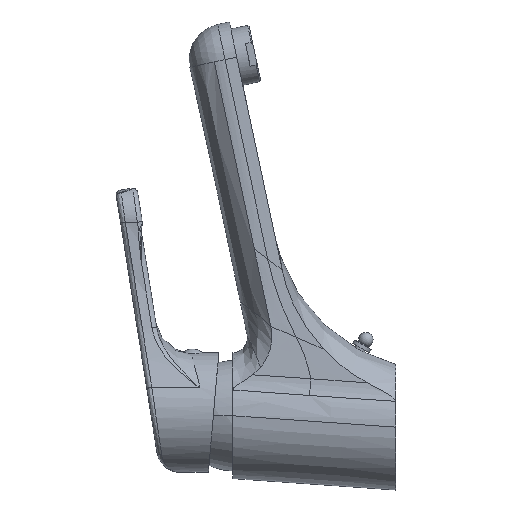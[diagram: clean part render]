
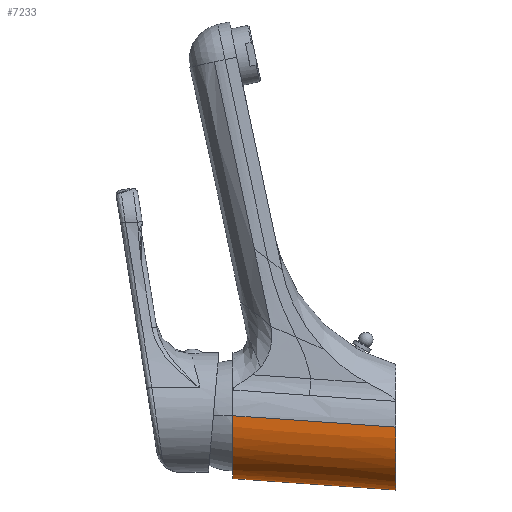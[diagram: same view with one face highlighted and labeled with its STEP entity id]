
A CAD part, left-side view. The second image highlights one B-rep face of the part: STEP entity #7233.
In plain terms, the highlighted free-form (B-spline) face has degree [3, 3] with [23, 4] control points.
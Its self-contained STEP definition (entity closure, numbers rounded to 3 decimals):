
#27=DIRECTION('',(0.,-0.998,-0.07));
#28=VECTOR('',#27,68.166);
#29=CARTESIAN_POINT('',(-26.25,68.,4.755));
#30=LINE('',#29,#28);
#31=CARTESIAN_POINT('',(0.,0.,0.));
#32=DIRECTION('',(0.,1.,0.));
#33=DIRECTION('',(1.,0.,0.));
#34=AXIS2_PLACEMENT_3D('',#31,#32,#33);
#36=DIRECTION('',(0.,-0.998,-0.07));
#37=VECTOR('',#36,68.166);
#38=CARTESIAN_POINT('',(26.25,68.,4.755));
#39=LINE('',#38,#37);
#40=CARTESIAN_POINT('',(0.,68.,4.755));
#41=DIRECTION('',(0.,1.,0.));
#42=DIRECTION('',(1.,0.,0.));
#43=AXIS2_PLACEMENT_3D('',#40,#41,#42);
#6478=CARTESIAN_POINT('',(26.25,68.,4.755));
#6479=CARTESIAN_POINT('',(26.25,0.,0.));
#6480=VERTEX_POINT('',#6478);
#6481=VERTEX_POINT('',#6479);
#6495=CARTESIAN_POINT('',(-26.25,68.,4.755));
#6496=CARTESIAN_POINT('',(-26.25,0.,0.));
#6497=VERTEX_POINT('',#6495);
#6498=VERTEX_POINT('',#6496);
#7130=CARTESIAN_POINT('',(26.198,-1.36,1.553));
#7131=CARTESIAN_POINT('',(26.198,22.213,3.202));
#7132=CARTESIAN_POINT('',(26.198,45.787,4.85));
#7133=CARTESIAN_POINT('',(26.198,69.36,6.498));
#7134=CARTESIAN_POINT('',(26.215,-1.36,1.279));
#7135=CARTESIAN_POINT('',(26.215,22.213,2.927));
#7136=CARTESIAN_POINT('',(26.215,45.787,4.576));
#7137=CARTESIAN_POINT('',(26.215,69.36,6.224));
#7138=CARTESIAN_POINT('',(26.241,-1.36,0.73));
#7139=CARTESIAN_POINT('',(26.241,22.213,2.378));
#7140=CARTESIAN_POINT('',(26.241,45.787,4.026));
#7141=CARTESIAN_POINT('',(26.241,69.36,5.675));
#7142=CARTESIAN_POINT('',(26.277,-1.36,-1.538));
#7143=CARTESIAN_POINT('',(26.277,22.213,0.11));
#7144=CARTESIAN_POINT('',(26.277,45.787,1.759));
#7145=CARTESIAN_POINT('',(26.277,69.36,3.407));
#7146=CARTESIAN_POINT('',(25.912,-1.36,-5.249));
#7147=CARTESIAN_POINT('',(25.912,22.213,-3.601));
#7148=CARTESIAN_POINT('',(25.912,45.787,-1.952));
#7149=CARTESIAN_POINT('',(25.912,69.36,-0.304));
#7150=CARTESIAN_POINT('',(24.408,-1.36,-10.205));
#7151=CARTESIAN_POINT('',(24.408,22.213,-8.557));
#7152=CARTESIAN_POINT('',(24.408,45.787,-6.908));
#7153=CARTESIAN_POINT('',(24.408,69.36,-5.26));
#7154=CARTESIAN_POINT('',(21.967,-1.36,-14.773));
#7155=CARTESIAN_POINT('',(21.967,22.213,-13.124));
#7156=CARTESIAN_POINT('',(21.967,45.787,-11.476));
#7157=CARTESIAN_POINT('',(21.967,69.36,-9.828));
#7158=CARTESIAN_POINT('',(18.681,-1.36,-18.776));
#7159=CARTESIAN_POINT('',(18.681,22.213,-17.128));
#7160=CARTESIAN_POINT('',(18.681,45.787,-15.479));
#7161=CARTESIAN_POINT('',(18.681,69.36,-13.831));
#7162=CARTESIAN_POINT('',(14.678,-1.36,-22.062));
#7163=CARTESIAN_POINT('',(14.678,22.213,-20.413));
#7164=CARTESIAN_POINT('',(14.678,45.787,-18.765));
#7165=CARTESIAN_POINT('',(14.678,69.36,-17.117));
#7166=CARTESIAN_POINT('',(10.11,-1.36,-24.503));
#7167=CARTESIAN_POINT('',(10.11,22.213,-22.855));
#7168=CARTESIAN_POINT('',(10.11,45.787,-21.206));
#7169=CARTESIAN_POINT('',(10.11,69.36,-19.558));
#7170=CARTESIAN_POINT('',(5.154,-1.36,-26.007));
#7171=CARTESIAN_POINT('',(5.154,22.213,-24.358));
#7172=CARTESIAN_POINT('',(5.154,45.787,-22.71));
#7173=CARTESIAN_POINT('',(5.154,69.36,-21.061));
#7174=CARTESIAN_POINT('',(0.,-1.36,-26.514));
#7175=CARTESIAN_POINT('',(0.,22.213,-24.866));
#7176=CARTESIAN_POINT('',(0.,45.787,-23.217));
#7177=CARTESIAN_POINT('',(0.,69.36,-21.569));
#7178=CARTESIAN_POINT('',(-5.154,-1.36,-26.007));
#7179=CARTESIAN_POINT('',(-5.154,22.213,
-24.358));
#7180=CARTESIAN_POINT('',(-5.154,45.787,
-22.71));
#7181=CARTESIAN_POINT('',(-5.154,69.36,-21.061));
#7182=CARTESIAN_POINT('',(-10.11,-1.36,-24.503));
#7183=CARTESIAN_POINT('',(-10.11,22.213,
-22.855));
#7184=CARTESIAN_POINT('',(-10.11,45.787,
-21.206));
#7185=CARTESIAN_POINT('',(-10.11,69.36,-19.558));
#7186=CARTESIAN_POINT('',(-14.678,-1.36,-22.062));
#7187=CARTESIAN_POINT('',(-14.678,22.213,
-20.413));
#7188=CARTESIAN_POINT('',(-14.678,45.787,
-18.765));
#7189=CARTESIAN_POINT('',(-14.678,69.36,-17.117));
#7190=CARTESIAN_POINT('',(-18.681,-1.36,-18.776));
#7191=CARTESIAN_POINT('',(-18.681,22.213,
-17.128));
#7192=CARTESIAN_POINT('',(-18.681,45.787,
-15.479));
#7193=CARTESIAN_POINT('',(-18.681,69.36,-13.831));
#7194=CARTESIAN_POINT('',(-21.967,-1.36,-14.773));
#7195=CARTESIAN_POINT('',(-21.967,22.213,
-13.124));
#7196=CARTESIAN_POINT('',(-21.967,45.787,
-11.476));
#7197=CARTESIAN_POINT('',(-21.967,69.36,-9.828));
#7198=CARTESIAN_POINT('',(-24.408,-1.36,-10.205));
#7199=CARTESIAN_POINT('',(-24.408,22.213,
-8.557));
#7200=CARTESIAN_POINT('',(-24.408,45.787,
-6.908));
#7201=CARTESIAN_POINT('',(-24.408,69.36,-5.26));
#7202=CARTESIAN_POINT('',(-25.912,-1.36,-5.249));
#7203=CARTESIAN_POINT('',(-25.912,22.213,
-3.601));
#7204=CARTESIAN_POINT('',(-25.912,45.787,
-1.952));
#7205=CARTESIAN_POINT('',(-25.912,69.36,-0.304));
#7206=CARTESIAN_POINT('',(-26.277,-1.36,-1.538));
#7207=CARTESIAN_POINT('',(-26.277,22.213,
0.11));
#7208=CARTESIAN_POINT('',(-26.277,45.787,1.759));
#7209=CARTESIAN_POINT('',(-26.277,69.36,3.407));
#7210=CARTESIAN_POINT('',(-26.241,-1.36,0.73));
#7211=CARTESIAN_POINT('',(-26.241,22.213,2.378));
#7212=CARTESIAN_POINT('',(-26.241,45.787,4.026));
#7213=CARTESIAN_POINT('',(-26.241,69.36,5.675));
#7214=CARTESIAN_POINT('',(-26.215,-1.36,1.279));
#7215=CARTESIAN_POINT('',(-26.215,22.213,2.927));
#7216=CARTESIAN_POINT('',(-26.215,45.787,4.576));
#7217=CARTESIAN_POINT('',(-26.215,69.36,6.224));
#7218=CARTESIAN_POINT('',(-26.198,-1.36,1.553));
#7219=CARTESIAN_POINT('',(-26.198,22.213,3.202));
#7220=CARTESIAN_POINT('',(-26.198,45.787,4.85));
#7221=CARTESIAN_POINT('',(-26.198,69.36,6.498));
#7222=B_SPLINE_SURFACE_WITH_KNOTS('',3,3,((#7130,#7131,#7132,#7133),(#7134,
#7135,#7136,#7137),(#7138,#7139,#7140,#7141),(#7142,#7143,#7144,#7145),(#7146,
#7147,#7148,#7149),(#7150,#7151,#7152,#7153),(#7154,#7155,#7156,#7157),(#7158,
#7159,#7160,#7161),(#7162,#7163,#7164,#7165),(#7166,#7167,#7168,#7169),(#7170,
#7171,#7172,#7173),(#7174,#7175,#7176,#7177),(#7178,#7179,#7180,#7181),(#7182,
#7183,#7184,#7185),(#7186,#7187,#7188,#7189),(#7190,#7191,#7192,#7193),(#7194,
#7195,#7196,#7197),(#7198,#7199,#7200,#7201),(#7202,#7203,#7204,#7205),(#7206,
#7207,#7208,#7209),(#7210,#7211,#7212,#7213),(#7214,#7215,#7216,#7217),(#7218,
#7219,#7220,#7221)),.UNSPECIFIED.,.F.,.F.,.F.,(4,1,1,1,1,1,1,1,1,1,1,1,1,1,1,1,
1,1,1,1,4),(4,4),(-0.02,-0.01,0.,0.063,0.125,0.188,0.25,0.313,
0.375,0.438,0.5,0.563,0.625,0.688,0.75,0.813,0.875,
0.938,1.,1.01,1.02),(-0.02,1.02),.UNSPECIFIED.);
#7224=ORIENTED_EDGE('',*,*,#7223,.T.);
#7226=ORIENTED_EDGE('',*,*,#7225,.F.);
#7228=ORIENTED_EDGE('',*,*,#7227,.F.);
#7230=ORIENTED_EDGE('',*,*,#7229,.T.);
#7231=EDGE_LOOP('',(#7224,#7226,#7228,#7230));
#7232=FACE_OUTER_BOUND('',#7231,.F.);
#7233=ADVANCED_FACE('',(#7232),#7222,.T.);
#35=CIRCLE('',#34,26.25);
#44=CIRCLE('',#43,26.25);
#7223=EDGE_CURVE('',#6497,#6498,#30,.T.);
#7225=EDGE_CURVE('',#6481,#6498,#35,.T.);
#7227=EDGE_CURVE('',#6480,#6481,#39,.T.);
#7229=EDGE_CURVE('',#6480,#6497,#44,.T.);
